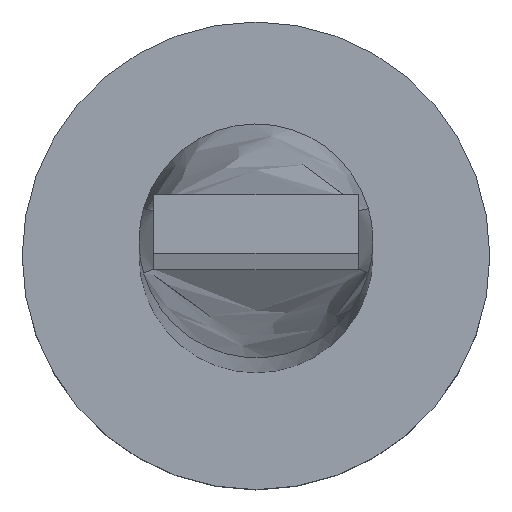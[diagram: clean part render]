
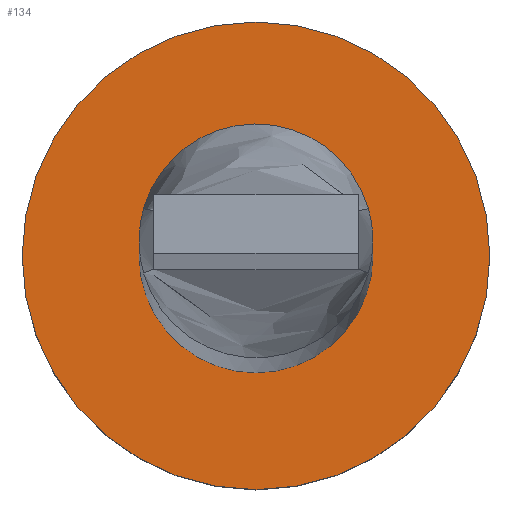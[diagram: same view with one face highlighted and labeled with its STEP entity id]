
A CAD part, top view. The second image highlights one B-rep face of the part: STEP entity #134.
In plain terms, the highlighted planar face has unit normal (0, 0, 1).
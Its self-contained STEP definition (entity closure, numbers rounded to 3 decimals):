
#22 = EDGE_CURVE ( 'NONE', #360, #104, #153, .T. ) ;
#23 = AXIS2_PLACEMENT_3D ( 'NONE', #228, #571, #308 ) ;
#31 = ORIENTED_EDGE ( 'NONE', *, *, #396, .F. ) ;
#37 = AXIS2_PLACEMENT_3D ( 'NONE', #525, #527, #439 ) ;
#57 = AXIS2_PLACEMENT_3D ( 'NONE', #485, #127, #186 ) ;
#104 = VERTEX_POINT ( 'NONE', #379 ) ;
#110 = FACE_BOUND ( 'NONE', #468, .T. ) ;
#127 = DIRECTION ( 'NONE',  ( 0., 0., 1. ) ) ;
#134 = ADVANCED_FACE ( 'NONE', ( #110, #194 ), #185, .T. ) ;
#153 = CIRCLE ( 'NONE', #23, 4. ) ;
#177 = CIRCLE ( 'NONE', #37, 4. ) ;
#185 = PLANE ( 'NONE',  #302 ) ;
#186 = DIRECTION ( 'NONE',  ( 1., 0., 0. ) ) ;
#194 = FACE_OUTER_BOUND ( 'NONE', #505, .T. ) ;
#195 = EDGE_CURVE ( 'NONE', #104, #360, #177, .T. ) ;
#228 = CARTESIAN_POINT ( 'NONE',  ( 0., 0., 3. ) ) ;
#236 = ORIENTED_EDGE ( 'NONE', *, *, #22, .T. ) ;
#287 = DIRECTION ( 'NONE',  ( 0., 0., 1. ) ) ;
#296 = VERTEX_POINT ( 'NONE', #450 ) ;
#302 = AXIS2_PLACEMENT_3D ( 'NONE', #330, #287, #537 ) ;
#308 = DIRECTION ( 'NONE',  ( 1., 0., 0. ) ) ;
#314 = ORIENTED_EDGE ( 'NONE', *, *, #195, .T. ) ;
#325 = CIRCLE ( 'NONE', #57, 2. ) ;
#330 = CARTESIAN_POINT ( 'NONE',  ( 0., 0., 3. ) ) ;
#335 = ORIENTED_EDGE ( 'NONE', *, *, #405, .F. ) ;
#342 = VERTEX_POINT ( 'NONE', #562 ) ;
#360 = VERTEX_POINT ( 'NONE', #471 ) ;
#379 = CARTESIAN_POINT ( 'NONE',  ( -4., 0., 3. ) ) ;
#396 = EDGE_CURVE ( 'NONE', #296, #342, #411, .T. ) ;
#401 = DIRECTION ( 'NONE',  ( 0., 0., 1. ) ) ;
#405 = EDGE_CURVE ( 'NONE', #342, #296, #325, .T. ) ;
#411 = CIRCLE ( 'NONE', #560, 2. ) ;
#430 = CARTESIAN_POINT ( 'NONE',  ( 0., 0., 3. ) ) ;
#439 = DIRECTION ( 'NONE',  ( 1., 0., 0. ) ) ;
#450 = CARTESIAN_POINT ( 'NONE',  ( -2., 0., 3. ) ) ;
#458 = DIRECTION ( 'NONE',  ( 1., 0., 0. ) ) ;
#468 = EDGE_LOOP ( 'NONE', ( #31, #335 ) ) ;
#471 = CARTESIAN_POINT ( 'NONE',  ( 4., 0., 3. ) ) ;
#485 = CARTESIAN_POINT ( 'NONE',  ( 0., 0., 3. ) ) ;
#505 = EDGE_LOOP ( 'NONE', ( #314, #236 ) ) ;
#525 = CARTESIAN_POINT ( 'NONE',  ( 0., 0., 3. ) ) ;
#527 = DIRECTION ( 'NONE',  ( 0., 0., 1. ) ) ;
#537 = DIRECTION ( 'NONE',  ( 1., 0., 0. ) ) ;
#560 = AXIS2_PLACEMENT_3D ( 'NONE', #430, #401, #458 ) ;
#562 = CARTESIAN_POINT ( 'NONE',  ( 2., 0., 3. ) ) ;
#571 = DIRECTION ( 'NONE',  ( 0., 0., 1. ) ) ;
